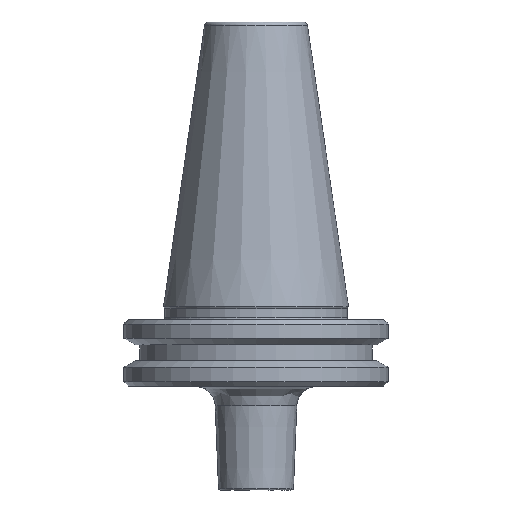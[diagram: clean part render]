
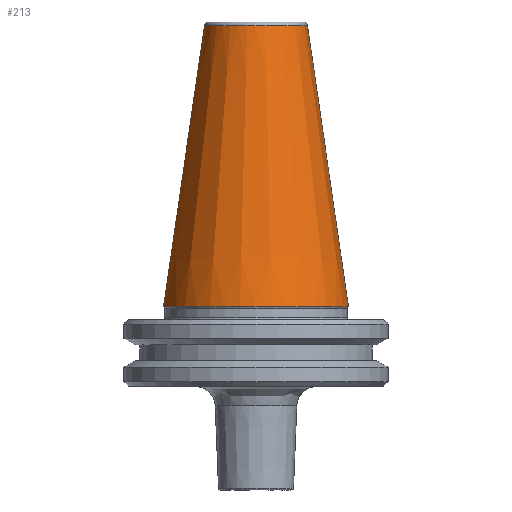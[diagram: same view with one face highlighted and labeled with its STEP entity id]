
A CAD part, front view. The second image highlights one B-rep face of the part: STEP entity #213.
In plain terms, the highlighted conical face has half-angle 8.297 degrees and reference radius 22.225 mm.
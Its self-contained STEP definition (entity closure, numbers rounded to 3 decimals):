
#19 = EDGE_CURVE ( 'NONE', #350, #1091, #755, .T. ) ;
#55 = DIRECTION ( 'NONE',  ( 0., 0., 1. ) ) ;
#70 = ORIENTED_EDGE ( 'NONE', *, *, #19, .T. ) ;
#116 = VECTOR ( 'NONE', #1255, 1000. ) ;
#213 = ADVANCED_FACE ( 'NONE', ( #361 ), #1281, .T. ) ;
#244 = CARTESIAN_POINT ( 'NONE',  ( -12.375, 0., 67.544 ) ) ;
#350 = VERTEX_POINT ( 'NONE', #244 ) ;
#361 = FACE_OUTER_BOUND ( 'NONE', #1014, .T. ) ;
#375 = VERTEX_POINT ( 'NONE', #1062 ) ;
#489 = ORIENTED_EDGE ( 'NONE', *, *, #530, .T. ) ;
#530 = EDGE_CURVE ( 'NONE', #375, #350, #1498, .T. ) ;
#552 = CARTESIAN_POINT ( 'NONE',  ( 22.225, 0., 0. ) ) ;
#555 = DIRECTION ( 'NONE',  ( -0.144, 0., -0.99 ) ) ;
#557 = DIRECTION ( 'NONE',  ( -1., 0., 0. ) ) ;
#559 = DIRECTION ( 'NONE',  ( 0., 0., -1. ) ) ;
#561 = CARTESIAN_POINT ( 'NONE',  ( 0., 0., 67.544 ) ) ;
#563 = VERTEX_POINT ( 'NONE', #552 ) ;
#573 = CARTESIAN_POINT ( 'NONE',  ( -22.225, 0., 0. ) ) ;
#601 = DIRECTION ( 'NONE',  ( 0., 0., -1. ) ) ;
#632 = AXIS2_PLACEMENT_3D ( 'NONE', #975, #55, #1214 ) ;
#745 = AXIS2_PLACEMENT_3D ( 'NONE', #561, #559, #557 ) ;
#755 = LINE ( 'NONE', #791, #1464 ) ;
#791 = CARTESIAN_POINT ( 'NONE',  ( -22.225, 0., 0. ) ) ;
#806 = AXIS2_PLACEMENT_3D ( 'NONE', #1118, #601, #1223 ) ;
#807 = CIRCLE ( 'NONE', #632, 22.225 ) ;
#975 = CARTESIAN_POINT ( 'NONE',  ( 0., 0., 0. ) ) ;
#1014 = EDGE_LOOP ( 'NONE', ( #1436, #489, #70, #1073 ) ) ;
#1062 = CARTESIAN_POINT ( 'NONE',  ( 12.375, 0., 67.544 ) ) ;
#1073 = ORIENTED_EDGE ( 'NONE', *, *, #1109, .T. ) ;
#1091 = VERTEX_POINT ( 'NONE', #573 ) ;
#1109 = EDGE_CURVE ( 'NONE', #1091, #563, #807, .T. ) ;
#1118 = CARTESIAN_POINT ( 'NONE',  ( 0., 0., 0. ) ) ;
#1137 = LINE ( 'NONE', #1257, #116 ) ;
#1214 = DIRECTION ( 'NONE',  ( -1., 0., 0. ) ) ;
#1223 = DIRECTION ( 'NONE',  ( -1., 0., 0. ) ) ;
#1255 = DIRECTION ( 'NONE',  ( 0.144, 0., -0.99 ) ) ;
#1257 = CARTESIAN_POINT ( 'NONE',  ( 22.225, 0., 0. ) ) ;
#1281 = CONICAL_SURFACE ( 'NONE', #806, 22.225, 0.145 ) ;
#1299 = EDGE_CURVE ( 'NONE', #375, #563, #1137, .T. ) ;
#1436 = ORIENTED_EDGE ( 'NONE', *, *, #1299, .F. ) ;
#1464 = VECTOR ( 'NONE', #555, 1000. ) ;
#1498 = CIRCLE ( 'NONE', #745, 12.375 ) ;
